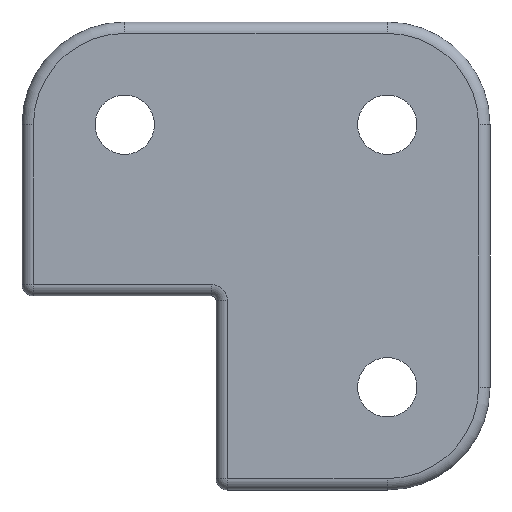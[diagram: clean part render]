
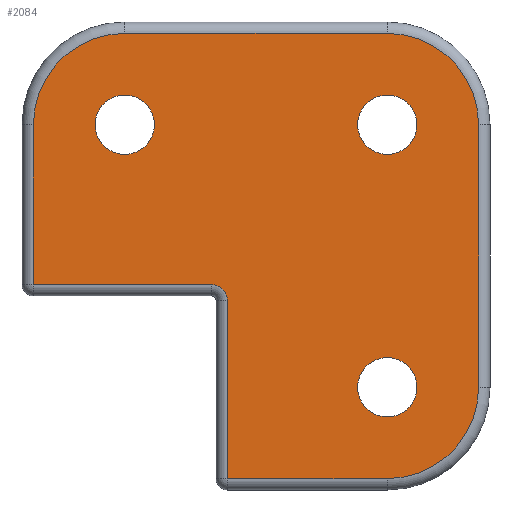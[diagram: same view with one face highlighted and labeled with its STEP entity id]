
A CAD part, front view. The second image highlights one B-rep face of the part: STEP entity #2084.
In plain terms, the highlighted planar face has unit normal (0, -1, 0).
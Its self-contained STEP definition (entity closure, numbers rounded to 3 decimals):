
#3 = VERTEX_POINT ( 'NONE', #2608 ) ;
#65 = EDGE_CURVE ( 'NONE', #3, #2786, #607, .T. ) ;
#66 = CARTESIAN_POINT ( 'NONE',  ( 37.5, 0., -13.5 ) ) ;
#99 = EDGE_LOOP ( 'NONE', ( #613, #2591 ) ) ;
#107 = AXIS2_PLACEMENT_3D ( 'NONE', #1726, #1050, #2952 ) ;
#125 = CARTESIAN_POINT ( 'NONE',  ( -20., 0., 44. ) ) ;
#134 = EDGE_CURVE ( 'NONE', #834, #3393, #627, .T. ) ;
#153 = CARTESIAN_POINT ( 'NONE',  ( 57.5, 0., 0. ) ) ;
#196 = FACE_BOUND ( 'NONE', #1621, .T. ) ;
#236 = AXIS2_PLACEMENT_3D ( 'NONE', #1137, #1793, #3368 ) ;
#293 = VERTEX_POINT ( 'NONE', #2854 ) ;
#364 = CARTESIAN_POINT ( 'NONE',  ( -20., 0., 37.5 ) ) ;
#367 = ORIENTED_EDGE ( 'NONE', *, *, #1995, .T. ) ;
#390 = DIRECTION ( 'NONE',  ( 0., -1., 0. ) ) ;
#399 = VERTEX_POINT ( 'NONE', #3982 ) ;
#444 = CARTESIAN_POINT ( 'NONE',  ( -40., 0., 0. ) ) ;
#517 = ORIENTED_EDGE ( 'NONE', *, *, #1865, .T. ) ;
#551 = EDGE_CURVE ( 'NONE', #1484, #3721, #1650, .T. ) ;
#557 = VECTOR ( 'NONE', #581, 1000. ) ;
#581 = DIRECTION ( 'NONE',  ( 1., 0., 0. ) ) ;
#596 = EDGE_CURVE ( 'NONE', #2786, #3, #3929, .T. ) ;
#607 = CIRCLE ( 'NONE', #3795, 6.5 ) ;
#608 = CARTESIAN_POINT ( 'NONE',  ( -40., 0., 2.5 ) ) ;
#613 = ORIENTED_EDGE ( 'NONE', *, *, #988, .T. ) ;
#627 = LINE ( 'NONE', #2132, #3407 ) ;
#692 = VECTOR ( 'NONE', #1635, 1000. ) ;
#698 = DIRECTION ( 'NONE',  ( 0., 0., -1. ) ) ;
#749 = PLANE ( 'NONE',  #878 ) ;
#759 = DIRECTION ( 'NONE',  ( 0., 1., 0. ) ) ;
#771 = DIRECTION ( 'NONE',  ( 0., 1., 0. ) ) ;
#780 = CARTESIAN_POINT ( 'NONE',  ( 37.5, 0., -40. ) ) ;
#834 = VERTEX_POINT ( 'NONE', #2228 ) ;
#850 = LINE ( 'NONE', #4016, #3218 ) ;
#852 = ORIENTED_EDGE ( 'NONE', *, *, #1041, .T. ) ;
#878 = AXIS2_PLACEMENT_3D ( 'NONE', #1377, #3871, #1999 ) ;
#900 = ORIENTED_EDGE ( 'NONE', *, *, #134, .T. ) ;
#940 = CARTESIAN_POINT ( 'NONE',  ( 0., 0., 2.5 ) ) ;
#962 = CARTESIAN_POINT ( 'NONE',  ( -20., 0., 57.5 ) ) ;
#988 = EDGE_CURVE ( 'NONE', #3721, #1484, #1126, .T. ) ;
#989 = EDGE_CURVE ( 'NONE', #3289, #3468, #2311, .T. ) ;
#1035 = ORIENTED_EDGE ( 'NONE', *, *, #2888, .T. ) ;
#1041 = EDGE_CURVE ( 'NONE', #3812, #2673, #3543, .T. ) ;
#1050 = DIRECTION ( 'NONE',  ( 0., 1., 0. ) ) ;
#1083 = DIRECTION ( 'NONE',  ( 0., 0., 1. ) ) ;
#1093 = EDGE_CURVE ( 'NONE', #293, #1736, #850, .T. ) ;
#1126 = CIRCLE ( 'NONE', #2044, 6.5 ) ;
#1137 = CARTESIAN_POINT ( 'NONE',  ( 37.5, 0., -20. ) ) ;
#1196 = EDGE_CURVE ( 'NONE', #3468, #3289, #2104, .T. ) ;
#1339 = LINE ( 'NONE', #153, #3483 ) ;
#1377 = CARTESIAN_POINT ( 'NONE',  ( 0., 0., 0. ) ) ;
#1484 = VERTEX_POINT ( 'NONE', #2701 ) ;
#1514 = ORIENTED_EDGE ( 'NONE', *, *, #1196, .T. ) ;
#1566 = ORIENTED_EDGE ( 'NONE', *, *, #596, .T. ) ;
#1583 = DIRECTION ( 'NONE',  ( 0., -1., 0. ) ) ;
#1607 = CARTESIAN_POINT ( 'NONE',  ( -1., 0., 2.5 ) ) ;
#1621 = EDGE_LOOP ( 'NONE', ( #1566, #1676 ) ) ;
#1622 = EDGE_CURVE ( 'NONE', #2721, #1918, #1836, .T. ) ;
#1635 = DIRECTION ( 'NONE',  ( 1., 0., 0. ) ) ;
#1638 = EDGE_LOOP ( 'NONE', ( #1514, #2835 ) ) ;
#1650 = CIRCLE ( 'NONE', #2955, 6.5 ) ;
#1669 = DIRECTION ( 'NONE',  ( 0., 0., 1. ) ) ;
#1676 = ORIENTED_EDGE ( 'NONE', *, *, #65, .T. ) ;
#1726 = CARTESIAN_POINT ( 'NONE',  ( 37.5, 0., -20. ) ) ;
#1736 = VERTEX_POINT ( 'NONE', #962 ) ;
#1793 = DIRECTION ( 'NONE',  ( 0., -1., 0. ) ) ;
#1823 = ORIENTED_EDGE ( 'NONE', *, *, #2462, .T. ) ;
#1836 = LINE ( 'NONE', #940, #557 ) ;
#1864 = VECTOR ( 'NONE', #698, 1000. ) ;
#1865 = EDGE_CURVE ( 'NONE', #3126, #293, #3874, .T. ) ;
#1918 = VERTEX_POINT ( 'NONE', #1607 ) ;
#1965 = DIRECTION ( 'NONE',  ( 0., 0., 1. ) ) ;
#1995 = EDGE_CURVE ( 'NONE', #2673, #3126, #1339, .T. ) ;
#1999 = DIRECTION ( 'NONE',  ( 0., 0., 1. ) ) ;
#2044 = AXIS2_PLACEMENT_3D ( 'NONE', #2925, #3876, #3573 ) ;
#2046 = CARTESIAN_POINT ( 'NONE',  ( 37.5, 0., -26.5 ) ) ;
#2084 = ADVANCED_FACE ( 'NONE', ( #2388, #196, #3569, #2954 ), #749, .F. ) ;
#2091 = CARTESIAN_POINT ( 'NONE',  ( 37.5, 0., 44. ) ) ;
#2104 = CIRCLE ( 'NONE', #107, 6.5 ) ;
#2107 = AXIS2_PLACEMENT_3D ( 'NONE', #2858, #1583, #3526 ) ;
#2132 = CARTESIAN_POINT ( 'NONE',  ( 2.5, 0., -40. ) ) ;
#2228 = CARTESIAN_POINT ( 'NONE',  ( 2.5, 0., -1. ) ) ;
#2241 = AXIS2_PLACEMENT_3D ( 'NONE', #2983, #2677, #3915 ) ;
#2247 = ORIENTED_EDGE ( 'NONE', *, *, #3682, .T. ) ;
#2268 = ORIENTED_EDGE ( 'NONE', *, *, #1622, .T. ) ;
#2295 = LINE ( 'NONE', #780, #692 ) ;
#2311 = CIRCLE ( 'NONE', #2241, 6.5 ) ;
#2383 = AXIS2_PLACEMENT_3D ( 'NONE', #3445, #390, #2544 ) ;
#2388 = FACE_BOUND ( 'NONE', #99, .T. ) ;
#2406 = DIRECTION ( 'NONE',  ( 0., 0., -1. ) ) ;
#2437 = CARTESIAN_POINT ( 'NONE',  ( 2.5, 0., -40. ) ) ;
#2462 = EDGE_CURVE ( 'NONE', #1918, #834, #3230, .T. ) ;
#2534 = DIRECTION ( 'NONE',  ( 0., 1., 0. ) ) ;
#2544 = DIRECTION ( 'NONE',  ( 0., 0., 1. ) ) ;
#2575 = CIRCLE ( 'NONE', #2383, 20. ) ;
#2591 = ORIENTED_EDGE ( 'NONE', *, *, #551, .T. ) ;
#2608 = CARTESIAN_POINT ( 'NONE',  ( 37.5, 0., 31. ) ) ;
#2618 = LINE ( 'NONE', #444, #1864 ) ;
#2673 = VERTEX_POINT ( 'NONE', #2982 ) ;
#2677 = DIRECTION ( 'NONE',  ( 0., 1., 0. ) ) ;
#2701 = CARTESIAN_POINT ( 'NONE',  ( -20., 0., 31. ) ) ;
#2721 = VERTEX_POINT ( 'NONE', #608 ) ;
#2786 = VERTEX_POINT ( 'NONE', #2091 ) ;
#2826 = AXIS2_PLACEMENT_3D ( 'NONE', #3499, #2534, #3533 ) ;
#2827 = CARTESIAN_POINT ( 'NONE',  ( 57.5, 0., 37.5 ) ) ;
#2835 = ORIENTED_EDGE ( 'NONE', *, *, #989, .T. ) ;
#2846 = DIRECTION ( 'NONE',  ( 0., 1., 0. ) ) ;
#2854 = CARTESIAN_POINT ( 'NONE',  ( 37.5, 0., 57.5 ) ) ;
#2858 = CARTESIAN_POINT ( 'NONE',  ( 37.5, 0., 37.5 ) ) ;
#2888 = EDGE_CURVE ( 'NONE', #1736, #399, #2575, .T. ) ;
#2925 = CARTESIAN_POINT ( 'NONE',  ( -20., 0., 37.5 ) ) ;
#2952 = DIRECTION ( 'NONE',  ( 0., 0., 1. ) ) ;
#2954 = FACE_OUTER_BOUND ( 'NONE', #3967, .T. ) ;
#2955 = AXIS2_PLACEMENT_3D ( 'NONE', #364, #2846, #1965 ) ;
#2982 = CARTESIAN_POINT ( 'NONE',  ( 57.5, 0., -20. ) ) ;
#2983 = CARTESIAN_POINT ( 'NONE',  ( 37.5, 0., -20. ) ) ;
#3051 = ORIENTED_EDGE ( 'NONE', *, *, #3676, .T. ) ;
#3094 = AXIS2_PLACEMENT_3D ( 'NONE', #3857, #759, #1083 ) ;
#3126 = VERTEX_POINT ( 'NONE', #2827 ) ;
#3218 = VECTOR ( 'NONE', #3661, 1000. ) ;
#3230 = CIRCLE ( 'NONE', #3094, 3.5 ) ;
#3262 = DIRECTION ( 'NONE',  ( 0., 0., 1. ) ) ;
#3289 = VERTEX_POINT ( 'NONE', #2046 ) ;
#3368 = DIRECTION ( 'NONE',  ( 0., 0., 1. ) ) ;
#3384 = CARTESIAN_POINT ( 'NONE',  ( 37.5, 0., -40. ) ) ;
#3393 = VERTEX_POINT ( 'NONE', #2437 ) ;
#3407 = VECTOR ( 'NONE', #2406, 1000. ) ;
#3445 = CARTESIAN_POINT ( 'NONE',  ( -20., 0., 37.5 ) ) ;
#3468 = VERTEX_POINT ( 'NONE', #66 ) ;
#3483 = VECTOR ( 'NONE', #1669, 1000. ) ;
#3499 = CARTESIAN_POINT ( 'NONE',  ( 37.5, 0., 37.5 ) ) ;
#3526 = DIRECTION ( 'NONE',  ( 0., 0., 1. ) ) ;
#3533 = DIRECTION ( 'NONE',  ( 0., 0., 1. ) ) ;
#3543 = CIRCLE ( 'NONE', #236, 20. ) ;
#3569 = FACE_BOUND ( 'NONE', #1638, .T. ) ;
#3570 = CARTESIAN_POINT ( 'NONE',  ( 37.5, 0., 37.5 ) ) ;
#3573 = DIRECTION ( 'NONE',  ( 0., 0., 1. ) ) ;
#3661 = DIRECTION ( 'NONE',  ( -1., 0., 0. ) ) ;
#3676 = EDGE_CURVE ( 'NONE', #399, #2721, #2618, .T. ) ;
#3682 = EDGE_CURVE ( 'NONE', #3393, #3812, #2295, .T. ) ;
#3721 = VERTEX_POINT ( 'NONE', #125 ) ;
#3795 = AXIS2_PLACEMENT_3D ( 'NONE', #3570, #771, #3262 ) ;
#3812 = VERTEX_POINT ( 'NONE', #3384 ) ;
#3857 = CARTESIAN_POINT ( 'NONE',  ( -1., 0., -1. ) ) ;
#3871 = DIRECTION ( 'NONE',  ( 0., 1., 0. ) ) ;
#3874 = CIRCLE ( 'NONE', #2107, 20. ) ;
#3876 = DIRECTION ( 'NONE',  ( 0., 1., 0. ) ) ;
#3915 = DIRECTION ( 'NONE',  ( 0., 0., 1. ) ) ;
#3929 = CIRCLE ( 'NONE', #2826, 6.5 ) ;
#3967 = EDGE_LOOP ( 'NONE', ( #3051, #2268, #1823, #900, #2247, #852, #367, #517, #3978, #1035 ) ) ;
#3978 = ORIENTED_EDGE ( 'NONE', *, *, #1093, .T. ) ;
#3982 = CARTESIAN_POINT ( 'NONE',  ( -40., 0., 37.5 ) ) ;
#4016 = CARTESIAN_POINT ( 'NONE',  ( 0., 0., 57.5 ) ) ;
